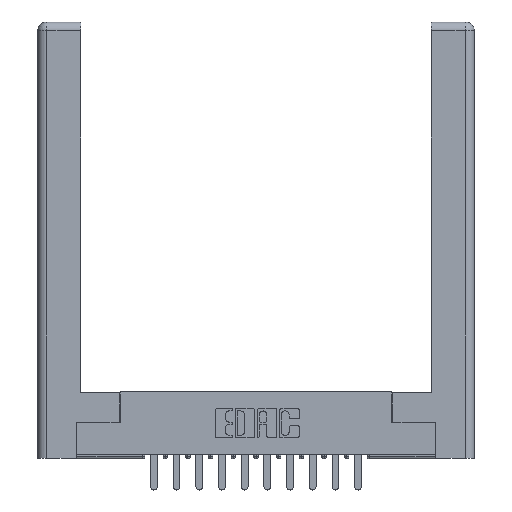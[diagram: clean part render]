
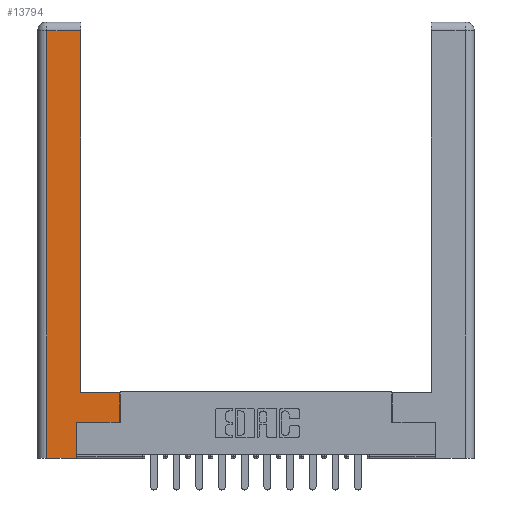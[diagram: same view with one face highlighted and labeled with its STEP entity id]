
A CAD part, top view. The second image highlights one B-rep face of the part: STEP entity #13794.
In plain terms, the highlighted planar face has unit normal (0, 0, 1).
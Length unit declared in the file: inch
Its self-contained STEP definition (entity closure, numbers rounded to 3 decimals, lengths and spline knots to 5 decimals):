
#15 = ORIENTED_EDGE ( 'NONE', *, *, #15501, .T. ) ;
#55 = CARTESIAN_POINT ( 'NONE',  ( 0.0615, 0., 0. ) ) ;
#316 = DIRECTION ( 'NONE',  ( 0., 1., 0. ) ) ;
#582 = DIRECTION ( 'NONE',  ( 1., 0., 0. ) ) ;
#681 = EDGE_LOOP ( 'NONE', ( #9886, #2860, #15019, #2494, #14080, #8292, #15, #15959 ) ) ;
#1135 = FACE_OUTER_BOUND ( 'NONE', #681, .T. ) ;
#1783 = VECTOR ( 'NONE', #582, 39.37008 ) ;
#2094 = EDGE_CURVE ( 'NONE', #9047, #8110, #12856, .T. ) ;
#2494 = ORIENTED_EDGE ( 'NONE', *, *, #7061, .T. ) ;
#2777 = VECTOR ( 'NONE', #316, 39.37008 ) ;
#2860 = ORIENTED_EDGE ( 'NONE', *, *, #13664, .T. ) ;
#3576 = LINE ( 'NONE', #6269, #4566 ) ;
#4028 = CARTESIAN_POINT ( 'NONE',  ( 0.265, 0.245, 0. ) ) ;
#4411 = LINE ( 'NONE', #12719, #10634 ) ;
#4566 = VECTOR ( 'NONE', #14959, 39.37008 ) ;
#5205 = CARTESIAN_POINT ( 'NONE',  ( 0.0615, 0., 0. ) ) ;
#6006 = CARTESIAN_POINT ( 'NONE',  ( 0.565, 0.245, 0. ) ) ;
#6059 = CARTESIAN_POINT ( 'NONE',  ( 0.295, 2.94, 0. ) ) ;
#6135 = CARTESIAN_POINT ( 'NONE',  ( 0.565, 0.45, 0. ) ) ;
#6269 = CARTESIAN_POINT ( 'NONE',  ( 0.295, 3., 0. ) ) ;
#6442 = DIRECTION ( 'NONE',  ( -1., 0., 0. ) ) ;
#6515 = LINE ( 'NONE', #13713, #14859 ) ;
#6583 = DIRECTION ( 'NONE',  ( -1., 0., 0. ) ) ;
#7009 = CARTESIAN_POINT ( 'NONE',  ( 0.295, 0.45, 0. ) ) ;
#7061 = EDGE_CURVE ( 'NONE', #8110, #11823, #10350, .T. ) ;
#7405 = VERTEX_POINT ( 'NONE', #6135 ) ;
#7728 = CARTESIAN_POINT ( 'NONE',  ( 0.0615, 2.94, 0. ) ) ;
#8110 = VERTEX_POINT ( 'NONE', #55 ) ;
#8292 = ORIENTED_EDGE ( 'NONE', *, *, #13424, .T. ) ;
#8686 = CARTESIAN_POINT ( 'NONE',  ( 0.265, 0., 0. ) ) ;
#8711 = VECTOR ( 'NONE', #6442, 39.37008 ) ;
#8722 = VECTOR ( 'NONE', #14636, 39.37008 ) ;
#8833 = DIRECTION ( 'NONE',  ( -1., 0., 0. ) ) ;
#9021 = DIRECTION ( 'NONE',  ( 0., 1., 0. ) ) ;
#9047 = VERTEX_POINT ( 'NONE', #7728 ) ;
#9511 = VERTEX_POINT ( 'NONE', #4028 ) ;
#9684 = LINE ( 'NONE', #6006, #8722 ) ;
#9886 = ORIENTED_EDGE ( 'NONE', *, *, #14750, .T. ) ;
#10002 = VERTEX_POINT ( 'NONE', #10005 ) ;
#10005 = CARTESIAN_POINT ( 'NONE',  ( 0.565, 0.245, 0. ) ) ;
#10177 = CARTESIAN_POINT ( 'NONE',  ( 0.565, 0.45, 0. ) ) ;
#10309 = VECTOR ( 'NONE', #15194, 39.37008 ) ;
#10350 = LINE ( 'NONE', #11685, #1783 ) ;
#10515 = AXIS2_PLACEMENT_3D ( 'NONE', #11787, #13002, #6583 ) ;
#10634 = VECTOR ( 'NONE', #9021, 39.37008 ) ;
#10642 = EDGE_CURVE ( 'NONE', #7405, #11385, #6515, .T. ) ;
#10944 = LINE ( 'NONE', #10177, #2777 ) ;
#11385 = VERTEX_POINT ( 'NONE', #7009 ) ;
#11685 = CARTESIAN_POINT ( 'NONE',  ( 0.265, 0., 0. ) ) ;
#11787 = CARTESIAN_POINT ( 'NONE',  ( 0., 0., 0. ) ) ;
#11823 = VERTEX_POINT ( 'NONE', #8686 ) ;
#12574 = PLANE ( 'NONE',  #10515 ) ;
#12719 = CARTESIAN_POINT ( 'NONE',  ( 0.265, 0.245, 0. ) ) ;
#12722 = VERTEX_POINT ( 'NONE', #6059 ) ;
#12856 = LINE ( 'NONE', #5205, #10309 ) ;
#12901 = EDGE_CURVE ( 'NONE', #11823, #9511, #4411, .T. ) ;
#13002 = DIRECTION ( 'NONE',  ( 0., 0., -1. ) ) ;
#13424 = EDGE_CURVE ( 'NONE', #9511, #10002, #9684, .T. ) ;
#13664 = EDGE_CURVE ( 'NONE', #12722, #9047, #16055, .T. ) ;
#13713 = CARTESIAN_POINT ( 'NONE',  ( 0.295, 0.45, 0. ) ) ;
#13794 = ADVANCED_FACE ( 'NONE', ( #1135 ), #12574, .F. ) ;
#14057 = CARTESIAN_POINT ( 'NONE',  ( 0.0615, 2.94, 0. ) ) ;
#14080 = ORIENTED_EDGE ( 'NONE', *, *, #12901, .T. ) ;
#14636 = DIRECTION ( 'NONE',  ( 1., 0., 0. ) ) ;
#14750 = EDGE_CURVE ( 'NONE', #11385, #12722, #3576, .T. ) ;
#14859 = VECTOR ( 'NONE', #8833, 39.37008 ) ;
#14959 = DIRECTION ( 'NONE',  ( 0., 1., 0. ) ) ;
#15019 = ORIENTED_EDGE ( 'NONE', *, *, #2094, .T. ) ;
#15194 = DIRECTION ( 'NONE',  ( 0., -1., 0. ) ) ;
#15501 = EDGE_CURVE ( 'NONE', #10002, #7405, #10944, .T. ) ;
#15959 = ORIENTED_EDGE ( 'NONE', *, *, #10642, .T. ) ;
#16055 = LINE ( 'NONE', #14057, #8711 ) ;
